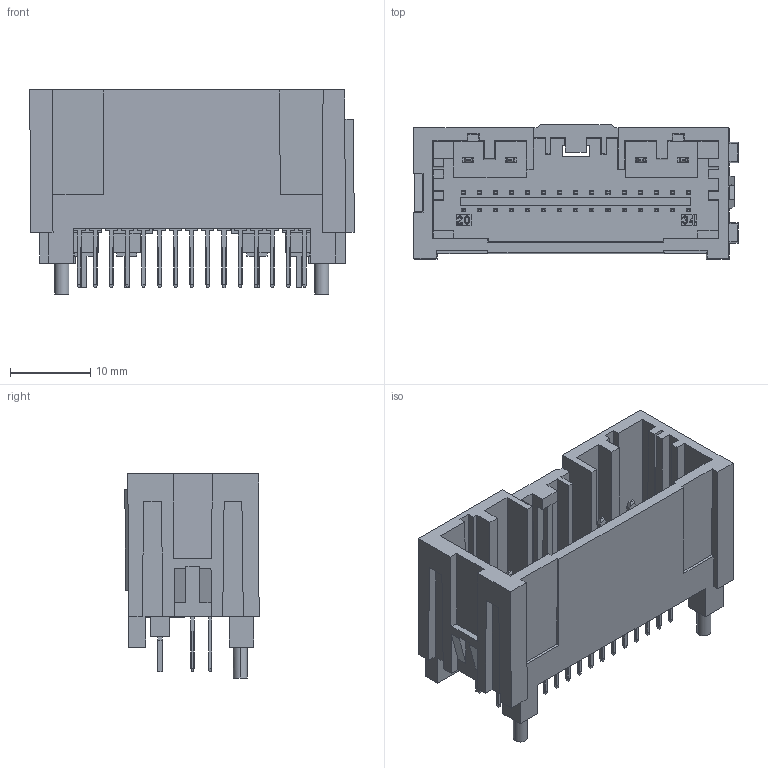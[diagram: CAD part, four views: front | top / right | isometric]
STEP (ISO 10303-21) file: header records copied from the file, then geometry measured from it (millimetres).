
FILE_DESCRIPTION(('FreeCAD Model'),'2;1');
FILE_NAME( 'Ot''s Kicad/0tsLibraries/_49580340_cp.step', '2018-10-30T14:36:16',('kicad StepUp'),('ksu MCAD'), 'Open CASCADE STEP processor 7.2','FreeCAD','Unknown');
FILE_SCHEMA(('AUTOMOTIVE_DESIGN { 1 0 10303 214 1 1 1 1 }'));
Length unit declared in the file: millimetre
Products named in the file (1): _49580340_cp
Bounding box: 40.31 x 16.68 x 25.36 mm (x, y, z)
Volume: 4431.4 mm3; surface area: 7250.1 mm2
Topology: 1 solids, 1 shells, 1663 faces, 4720 edges, 3214 vertices
Faces by surface type: plane 1627, cylinder 36
Entity records: 64585 total; most frequent: CARTESIAN_POINT 9706, ORIENTED_EDGE 9296, DIRECTION 8174, EDGE_CURVE 4648, LINE 4522, VECTOR 4522, VERTEX_POINT 3070, AXIS2_PLACEMENT_3D 1826
